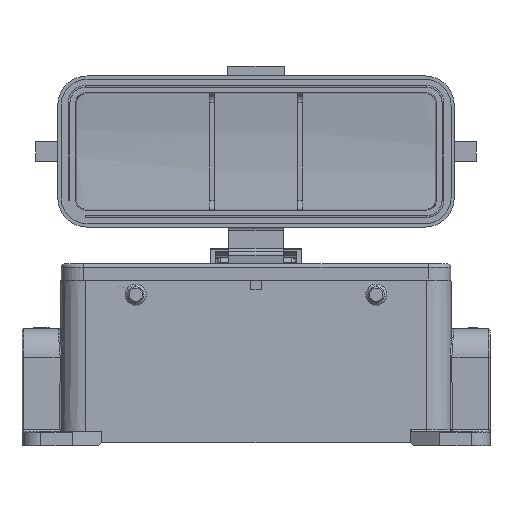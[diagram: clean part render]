
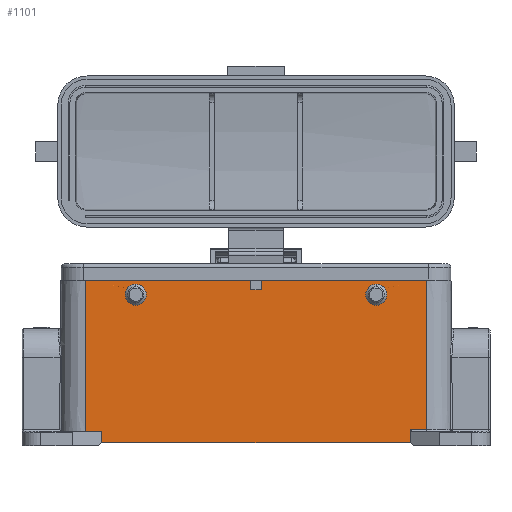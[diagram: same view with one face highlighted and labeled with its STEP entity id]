
A CAD part, left-side view. The second image highlights one B-rep face of the part: STEP entity #1101.
In plain terms, the highlighted planar face has unit normal (-1, 0, 0.009).
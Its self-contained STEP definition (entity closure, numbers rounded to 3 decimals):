
#54=ELLIPSE('',#18565,1.5,1.5);
#56=ELLIPSE('',#18568,1.5,1.5);
#234=FACE_BOUND('',#3555,.T.);
#235=FACE_BOUND('',#3556,.T.);
#236=FACE_BOUND('',#3557,.T.);
#513=PLANE('',#18625);
#1101=ADVANCED_FACE('',(#234,#235,#236),#513,.T.);
#3555=EDGE_LOOP('',(#9118,#9119,#9120,#9121,#9122,#9123,#9124,#9125,#9126,
#9127,#9128,#9129));
#3556=EDGE_LOOP('',(#9130));
#3557=EDGE_LOOP('',(#9131));
#5433=LINE('',#29052,#6792);
#5435=LINE('',#29056,#6794);
#5444=LINE('',#29074,#6803);
#5451=LINE('',#29095,#6810);
#5452=LINE('',#29097,#6811);
#5453=LINE('',#29099,#6812);
#5454=LINE('',#29100,#6813);
#5455=LINE('',#29102,#6814);
#5456=LINE('',#29104,#6815);
#5457=LINE('',#29105,#6816);
#5458=LINE('',#29107,#6817);
#5459=LINE('',#29109,#6818);
#6792=VECTOR('',#21034,1.);
#6794=VECTOR('',#21038,1.);
#6803=VECTOR('',#21051,1.);
#6810=VECTOR('',#21068,1.);
#6811=VECTOR('',#21071,1.);
#6812=VECTOR('',#21072,1.);
#6813=VECTOR('',#21073,1.);
#6814=VECTOR('',#21074,1.);
#6815=VECTOR('',#21075,1.);
#6816=VECTOR('',#21076,1.);
#6817=VECTOR('',#21077,1.);
#6818=VECTOR('',#21078,1.);
#9118=ORIENTED_EDGE('',*,*,#15625,.T.);
#9119=ORIENTED_EDGE('',*,*,#15613,.T.);
#9120=ORIENTED_EDGE('',*,*,#15624,.T.);
#9121=ORIENTED_EDGE('',*,*,#15626,.T.);
#9122=ORIENTED_EDGE('',*,*,#15604,.F.);
#9123=ORIENTED_EDGE('',*,*,#15602,.T.);
#9124=ORIENTED_EDGE('',*,*,#15627,.T.);
#9125=ORIENTED_EDGE('',*,*,#15628,.F.);
#9126=ORIENTED_EDGE('',*,*,#15629,.F.);
#9127=ORIENTED_EDGE('',*,*,#15630,.T.);
#9128=ORIENTED_EDGE('',*,*,#15631,.T.);
#9129=ORIENTED_EDGE('',*,*,#15632,.T.);
#9130=ORIENTED_EDGE('',*,*,#15528,.T.);
#9131=ORIENTED_EDGE('',*,*,#15526,.T.);
#13590=VERTEX_POINT('',#28861);
#13592=VERTEX_POINT('',#28866);
#13614=VERTEX_POINT('',#28916);
#13654=VERTEX_POINT('',#29051);
#13655=VERTEX_POINT('',#29053);
#13656=VERTEX_POINT('',#29057);
#13663=VERTEX_POINT('',#29075);
#13664=VERTEX_POINT('',#29076);
#13671=VERTEX_POINT('',#29094);
#13672=VERTEX_POINT('',#29098);
#13673=VERTEX_POINT('',#29101);
#13674=VERTEX_POINT('',#29103);
#13675=VERTEX_POINT('',#29106);
#13676=VERTEX_POINT('',#29108);
#15526=EDGE_CURVE('',#13590,#13590,#54,.T.);
#15528=EDGE_CURVE('',#13592,#13592,#56,.T.);
#15602=EDGE_CURVE('',#13655,#13654,#5433,.T.);
#15604=EDGE_CURVE('',#13655,#13656,#5435,.T.);
#15613=EDGE_CURVE('',#13663,#13664,#5444,.T.);
#15624=EDGE_CURVE('',#13664,#13671,#5451,.T.);
#15625=EDGE_CURVE('',#13672,#13663,#5452,.T.);
#15626=EDGE_CURVE('',#13671,#13656,#5453,.T.);
#15627=EDGE_CURVE('',#13654,#13673,#5454,.T.);
#15628=EDGE_CURVE('',#13674,#13673,#5455,.T.);
#15629=EDGE_CURVE('',#13614,#13674,#5456,.T.);
#15630=EDGE_CURVE('',#13614,#13675,#5457,.T.);
#15631=EDGE_CURVE('',#13675,#13676,#5458,.T.);
#15632=EDGE_CURVE('',#13676,#13672,#5459,.T.);
#18565=AXIS2_PLACEMENT_3D('',#28860,#20896,#20897);
#18568=AXIS2_PLACEMENT_3D('',#28865,#20902,#20903);
#18625=AXIS2_PLACEMENT_3D('',#29110,#21079,#21080);
#20896=DIRECTION('',(1.,0.,-0.009));
#20897=DIRECTION('',(-0.009,0.,-1.));
#20902=DIRECTION('',(1.,0.,-0.009));
#20903=DIRECTION('',(-0.009,0.,-1.));
#21034=DIRECTION('',(0.,1.,0.));
#21038=DIRECTION('',(-0.009,0.,-1.));
#21051=DIRECTION('',(0.,1.,0.));
#21068=DIRECTION('',(-0.009,0.,-1.));
#21071=DIRECTION('',(0.009,0.,1.));
#21072=DIRECTION('',(0.,1.,0.));
#21073=DIRECTION('',(-0.009,0.,-1.));
#21074=DIRECTION('',(0.,1.,0.));
#21075=DIRECTION('',(0.009,0.,1.));
#21076=DIRECTION('',(0.,-1.,0.));
#21077=DIRECTION('',(0.009,0.,1.));
#21078=DIRECTION('',(0.,-1.,0.));
#21079=DIRECTION('',(-1.,0.,0.009));
#21080=DIRECTION('',(0.,1.,0.));
#28860=CARTESIAN_POINT('',(-21.539,37.,46.5));
#28861=CARTESIAN_POINT('',(-21.552,37.,45.));
#28865=CARTESIAN_POINT('',(-21.539,-37.,46.5));
#28866=CARTESIAN_POINT('',(-21.552,-37.,45.));
#28916=CARTESIAN_POINT('',(-21.936,47.5,1.));
#29051=CARTESIAN_POINT('',(-21.5,52.5,51.));
#29052=CARTESIAN_POINT('',(-21.5,1.6,51.));
#29053=CARTESIAN_POINT('',(-21.5,1.6,51.));
#29056=CARTESIAN_POINT('',(-21.5,1.6,51.));
#29057=CARTESIAN_POINT('',(-21.526,1.6,48.));
#29074=CARTESIAN_POINT('',(-21.5,-52.5,51.));
#29075=CARTESIAN_POINT('',(-21.5,-52.5,51.));
#29076=CARTESIAN_POINT('',(-21.5,-1.6,51.));
#29094=CARTESIAN_POINT('',(-21.526,-1.6,48.));
#29095=CARTESIAN_POINT('',(-21.5,-1.6,51.));
#29097=CARTESIAN_POINT('',(-21.901,-52.5,4.996));
#29098=CARTESIAN_POINT('',(-21.901,-52.5,4.996));
#29099=CARTESIAN_POINT('',(-21.526,-1.6,48.));
#29100=CARTESIAN_POINT('',(-21.5,52.5,51.));
#29101=CARTESIAN_POINT('',(-21.906,52.5,4.5));
#29102=CARTESIAN_POINT('',(-21.906,47.5,4.5));
#29103=CARTESIAN_POINT('',(-21.906,47.5,4.5));
#29104=CARTESIAN_POINT('',(-21.936,47.5,1.));
#29105=CARTESIAN_POINT('',(-21.936,47.5,1.));
#29106=CARTESIAN_POINT('',(-21.936,-47.5,1.));
#29107=CARTESIAN_POINT('',(-21.936,-47.5,1.));
#29108=CARTESIAN_POINT('',(-21.901,-47.5,4.996));
#29109=CARTESIAN_POINT('',(-21.901,-47.5,4.996));
#29110=CARTESIAN_POINT('',(-21.5,55.148,51.));
